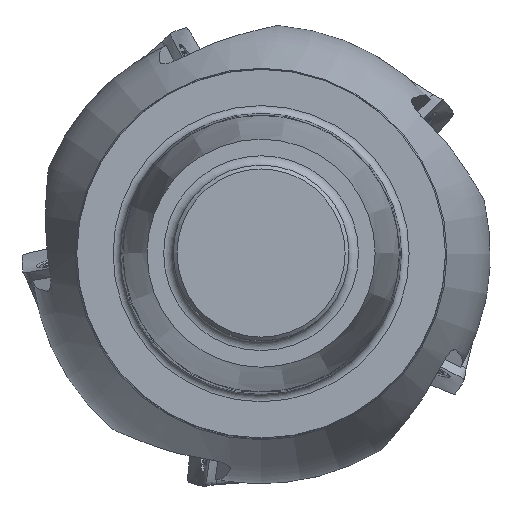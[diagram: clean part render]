
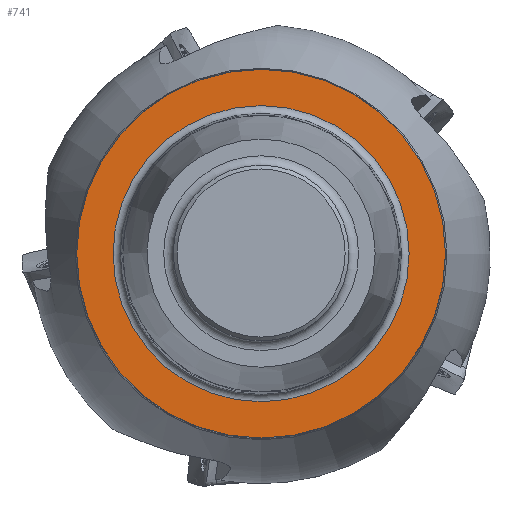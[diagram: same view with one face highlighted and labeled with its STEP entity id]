
A CAD part, top view. The second image highlights one B-rep face of the part: STEP entity #741.
In plain terms, the highlighted planar face has unit normal (0, 0, 1).
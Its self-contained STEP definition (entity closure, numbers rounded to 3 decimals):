
#741=ADVANCED_FACE('',(#1448,#1449),#1081,.F.);
#1081=PLANE('',#7050);
#1292=CIRCLE('',#7046,9.65);
#1293=CIRCLE('',#7049,7.75);
#1448=FACE_BOUND('',#1625,.T.);
#1449=FACE_BOUND('',#1626,.T.);
#1625=EDGE_LOOP('',(#3371));
#1626=EDGE_LOOP('',(#3372));
#3371=ORIENTED_EDGE('',*,*,#5863,.T.);
#3372=ORIENTED_EDGE('',*,*,#5862,.F.);
#5152=VERTEX_POINT('',#10644);
#5153=VERTEX_POINT('',#10648);
#5862=EDGE_CURVE('',#5152,#5152,#1292,.T.);
#5863=EDGE_CURVE('',#5153,#5153,#1293,.T.);
#7046=AXIS2_PLACEMENT_3D('',#10643,#8005,#8006);
#7049=AXIS2_PLACEMENT_3D('',#10647,#8011,#8012);
#7050=AXIS2_PLACEMENT_3D('',#10649,#8013,#8014);
#8005=DIRECTION('',(0.,0.,-1.));
#8006=DIRECTION('',(-1.,0.,0.));
#8011=DIRECTION('',(0.,0.,-1.));
#8012=DIRECTION('',(-1.,0.,0.));
#8013=DIRECTION('',(0.,0.,-1.));
#8014=DIRECTION('',(-1.,0.,0.));
#10643=CARTESIAN_POINT('',(0.,0.,0.));
#10644=CARTESIAN_POINT('',(-9.65,0.,0.));
#10647=CARTESIAN_POINT('',(0.,0.,0.));
#10648=CARTESIAN_POINT('',(-7.75,0.,0.));
#10649=CARTESIAN_POINT('',(-7.365,0.,0.));
